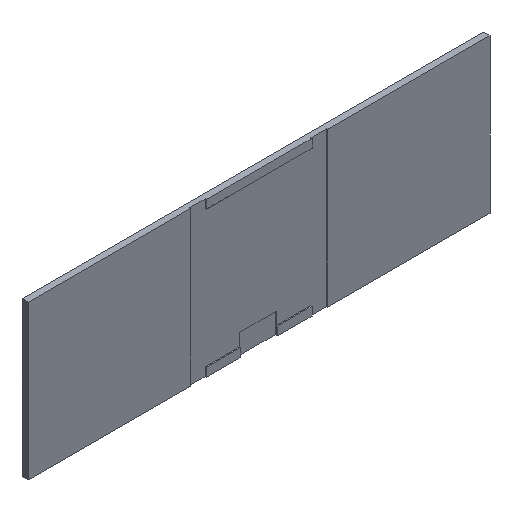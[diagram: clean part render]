
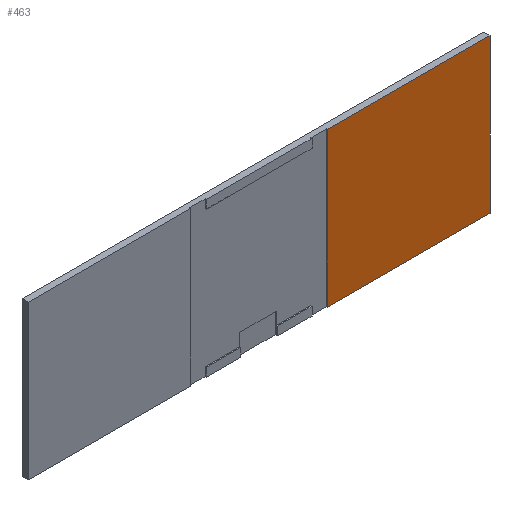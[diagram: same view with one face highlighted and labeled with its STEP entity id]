
A CAD part, isometric view. The second image highlights one B-rep face of the part: STEP entity #463.
In plain terms, the highlighted planar face has unit normal (0, -1, 0).
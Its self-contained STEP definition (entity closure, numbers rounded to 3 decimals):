
#463 = ADVANCED_FACE('',(#464),#478,.T.);
#464 = FACE_BOUND('',#465,.T.);
#465 = EDGE_LOOP('',(#466,#489,#505,#521));
#466 = ORIENTED_EDGE('',*,*,#467,.T.);
#467 = EDGE_CURVE('',#468,#470,#472,.T.);
#468 = VERTEX_POINT('',#469);
#469 = CARTESIAN_POINT('',(75.,-1.,25.));
#470 = VERTEX_POINT('',#471);
#471 = CARTESIAN_POINT('',(48.6,-1.,25.));
#472 = SURFACE_CURVE('',#473,(#477),.PCURVE_S1.);
#473 = LINE('',#474,#475);
#474 = CARTESIAN_POINT('',(75.,-1.,25.));
#475 = VECTOR('',#476,1.);
#476 = DIRECTION('',(-1.,0.,0.));
#477 = PCURVE('',#478,#483);
#478 = PLANE('',#479);
#479 = AXIS2_PLACEMENT_3D('',#480,#481,#482);
#480 = CARTESIAN_POINT('',(0.,-1.,0.));
#481 = DIRECTION('',(0.,-1.,0.));
#482 = DIRECTION('',(0.,0.,-1.));
#483 = DEFINITIONAL_REPRESENTATION('',(#484),#488);
#484 = LINE('',#485,#486);
#485 = CARTESIAN_POINT('',(-25.,75.));
#486 = VECTOR('',#487,1.);
#487 = DIRECTION('',(-0.,-1.));
#488 = ( GEOMETRIC_REPRESENTATION_CONTEXT(2) 
PARAMETRIC_REPRESENTATION_CONTEXT() REPRESENTATION_CONTEXT('2D SPACE',''
  ) );
#489 = ORIENTED_EDGE('',*,*,#490,.T.);
#490 = EDGE_CURVE('',#470,#491,#493,.T.);
#491 = VERTEX_POINT('',#492);
#492 = CARTESIAN_POINT('',(48.6,-1.,0.));
#493 = SURFACE_CURVE('',#494,(#498),.PCURVE_S1.);
#494 = LINE('',#495,#496);
#495 = CARTESIAN_POINT('',(48.6,-1.,25.));
#496 = VECTOR('',#497,1.);
#497 = DIRECTION('',(0.,0.,-1.));
#498 = PCURVE('',#478,#499);
#499 = DEFINITIONAL_REPRESENTATION('',(#500),#504);
#500 = LINE('',#501,#502);
#501 = CARTESIAN_POINT('',(-25.,48.6));
#502 = VECTOR('',#503,1.);
#503 = DIRECTION('',(1.,0.));
#504 = ( GEOMETRIC_REPRESENTATION_CONTEXT(2) 
PARAMETRIC_REPRESENTATION_CONTEXT() REPRESENTATION_CONTEXT('2D SPACE',''
  ) );
#505 = ORIENTED_EDGE('',*,*,#506,.T.);
#506 = EDGE_CURVE('',#491,#507,#509,.T.);
#507 = VERTEX_POINT('',#508);
#508 = CARTESIAN_POINT('',(75.,-1.,0.));
#509 = SURFACE_CURVE('',#510,(#514),.PCURVE_S1.);
#510 = LINE('',#511,#512);
#511 = CARTESIAN_POINT('',(48.6,-1.,0.));
#512 = VECTOR('',#513,1.);
#513 = DIRECTION('',(1.,0.,0.));
#514 = PCURVE('',#478,#515);
#515 = DEFINITIONAL_REPRESENTATION('',(#516),#520);
#516 = LINE('',#517,#518);
#517 = CARTESIAN_POINT('',(0.,48.6));
#518 = VECTOR('',#519,1.);
#519 = DIRECTION('',(0.,1.));
#520 = ( GEOMETRIC_REPRESENTATION_CONTEXT(2) 
PARAMETRIC_REPRESENTATION_CONTEXT() REPRESENTATION_CONTEXT('2D SPACE',''
  ) );
#521 = ORIENTED_EDGE('',*,*,#522,.T.);
#522 = EDGE_CURVE('',#507,#468,#523,.T.);
#523 = SURFACE_CURVE('',#524,(#528),.PCURVE_S1.);
#524 = LINE('',#525,#526);
#525 = CARTESIAN_POINT('',(75.,-1.,0.));
#526 = VECTOR('',#527,1.);
#527 = DIRECTION('',(0.,0.,1.));
#528 = PCURVE('',#478,#529);
#529 = DEFINITIONAL_REPRESENTATION('',(#530),#534);
#530 = LINE('',#531,#532);
#531 = CARTESIAN_POINT('',(0.,75.));
#532 = VECTOR('',#533,1.);
#533 = DIRECTION('',(-1.,0.));
#534 = ( GEOMETRIC_REPRESENTATION_CONTEXT(2) 
PARAMETRIC_REPRESENTATION_CONTEXT() REPRESENTATION_CONTEXT('2D SPACE',''
  ) );
